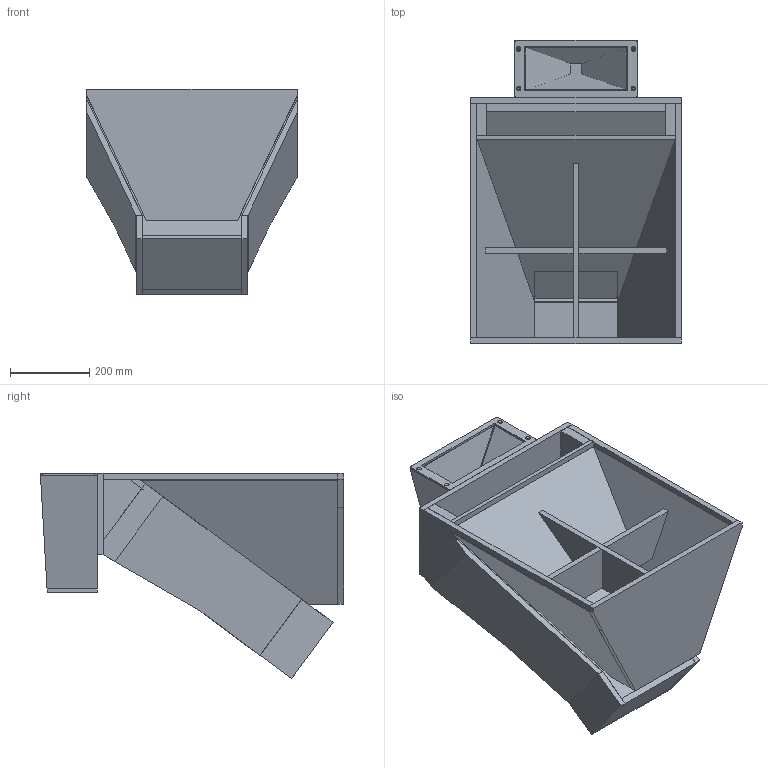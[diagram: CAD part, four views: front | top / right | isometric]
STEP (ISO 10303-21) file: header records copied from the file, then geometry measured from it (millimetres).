
FILE_DESCRIPTION(/* description */ ('STEP AP242','CAx-IF Rec.Pracs.---Representation and Presentation of Product Manufacturing Information (PMI)---4.0---2014-10-13','CAx-IF Rec.Pracs.---3D Tessellated Geometry---0.4---2014-09-14','2;1'),/* implementation_level */ '2;1');
FILE_NAME(/* name */ '68380fcc724db32721f9e2d7',/* time_stamp */ '2025-05-29T07:42:05Z',/* author */ (''),/* organization */ (''),/* preprocessor_version */ 'ST-DEVELOPER v20',/* originating_system */ 'ONSHAPE BY PTC INC, 1.198',/* authorisation */ ' ');
FILE_SCHEMA (('AP242_MANAGED_MODEL_BASED_3D_ENGINEERING_MIM_LF { 1 0 10303 442 1 1 4 }'));
Length unit declared in the file: centimetre
Products named in the file (50): Part 15; Part 30; Part 14; Part 39; Part 24; Part 10; Part 1; Part 2; Part 3; Part 29; Part 36; Part 27; Part 49; Part 18; Part 41; Part 4; Part 13; Part 40; Part 17; Part 6; Part 45; Part 43; Part 21; Curve 1; Part 19; Part 42; Part 8; Part 7; Part 46; Part 5; Part 22; Part 38; Part 9; Part 11; Part 25; Part 23; Part 31; Part 35; Part 12; Part 26 ...
Bounding box: 530 x 764.6 x 518.37 mm (x, y, z)
Volume: 28318284.8 mm3; surface area: 4283522.8 mm2
Topology: 49 solids, 49 shells, 344 faces, 740 edges, 503 vertices
Faces by surface type: plane 325, cylinder 13, cone 5, torus 1
Full cylindrical faces by diameter (mm): 5 x4, 90 x1, 100 x1, 231.6 x2, 261 x1
Entity records: 10371 total; most frequent: CARTESIAN_POINT 1598, DIRECTION 1542, ORIENTED_EDGE 1426, EDGE_CURVE 713, LINE 688, VECTOR 688, VERTEX_POINT 483, AXIS2_PLACEMENT_3D 427
